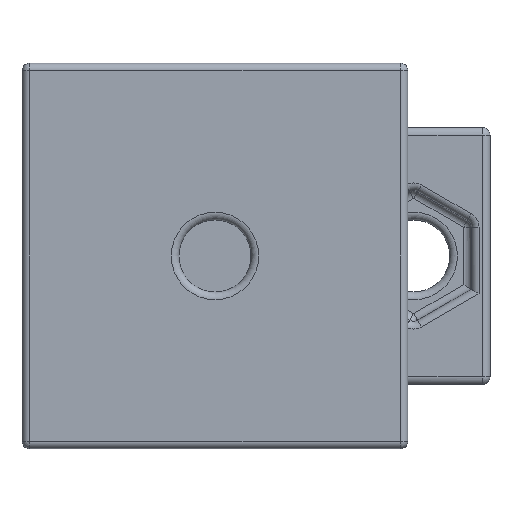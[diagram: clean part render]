
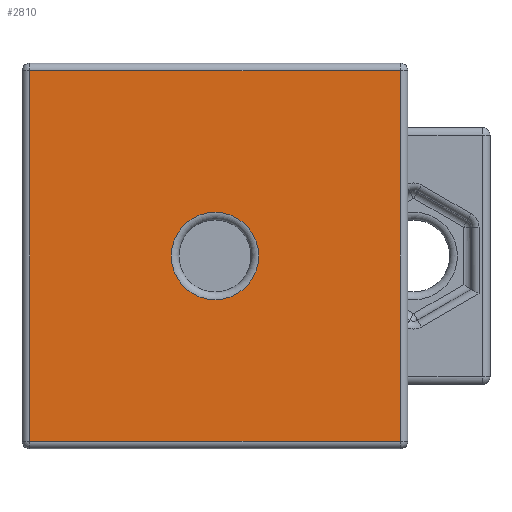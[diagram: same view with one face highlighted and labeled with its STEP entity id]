
A CAD part, front view. The second image highlights one B-rep face of the part: STEP entity #2810.
In plain terms, the highlighted planar face has unit normal (0, -1, 0).
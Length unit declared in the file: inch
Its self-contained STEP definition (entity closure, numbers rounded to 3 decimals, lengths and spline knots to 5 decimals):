
#85=FACE_BOUND('',#900,.T.);
#103=PLANE('',#3109);
#253=LINE('',#4838,#432);
#254=LINE('',#4840,#433);
#255=LINE('',#4842,#434);
#256=LINE('',#4843,#435);
#432=VECTOR('',#3773,0.3937);
#433=VECTOR('',#3774,0.3937);
#434=VECTOR('',#3775,0.3937);
#435=VECTOR('',#3776,0.3937);
#684=FACE_OUTER_BOUND('',#899,.T.);
#899=EDGE_LOOP('',(#2202,#2203,#2204,#2205));
#900=EDGE_LOOP('',(#2206));
#1102=CIRCLE('',#3106,0.17);
#1336=VERTEX_POINT('',#4830);
#1338=VERTEX_POINT('',#4836);
#1339=VERTEX_POINT('',#4837);
#1340=VERTEX_POINT('',#4839);
#1341=VERTEX_POINT('',#4841);
#1636=EDGE_CURVE('',#1336,#1336,#1102,.T.);
#1638=EDGE_CURVE('',#1338,#1339,#253,.T.);
#1639=EDGE_CURVE('',#1340,#1338,#254,.T.);
#1640=EDGE_CURVE('',#1341,#1340,#255,.T.);
#1641=EDGE_CURVE('',#1339,#1341,#256,.T.);
#2202=ORIENTED_EDGE('',*,*,#1638,.F.);
#2203=ORIENTED_EDGE('',*,*,#1639,.F.);
#2204=ORIENTED_EDGE('',*,*,#1640,.F.);
#2205=ORIENTED_EDGE('',*,*,#1641,.F.);
#2206=ORIENTED_EDGE('',*,*,#1636,.F.);
#2810=ADVANCED_FACE('',(#684,#85),#103,.T.);
#3106=AXIS2_PLACEMENT_3D('',#4831,#3765,#3766);
#3109=AXIS2_PLACEMENT_3D('',#4835,#3771,#3772);
#3765=DIRECTION('center_axis',(0.,-1.,0.));
#3766=DIRECTION('ref_axis',(1.,0.,0.));
#3771=DIRECTION('center_axis',(0.,-1.,0.));
#3772=DIRECTION('ref_axis',(-1.,0.,0.));
#3773=DIRECTION('',(0.,0.,1.));
#3774=DIRECTION('',(-1.,0.,0.));
#3775=DIRECTION('',(0.,0.,-1.));
#3776=DIRECTION('',(1.,0.,0.));
#4830=CARTESIAN_POINT('',(-0.17,-0.31,-0.75));
#4831=CARTESIAN_POINT('Origin',(0.,-0.31,-0.75));
#4835=CARTESIAN_POINT('Origin',(0.75,-0.31,0.));
#4836=CARTESIAN_POINT('',(-0.72,-0.31,-1.47));
#4837=CARTESIAN_POINT('',(-0.72,-0.31,-0.03));
#4838=CARTESIAN_POINT('',(-0.72,-0.31,0.));
#4839=CARTESIAN_POINT('',(0.72,-0.31,-1.47));
#4840=CARTESIAN_POINT('',(0.375,-0.31,-1.47));
#4841=CARTESIAN_POINT('',(0.72,-0.31,-0.03));
#4842=CARTESIAN_POINT('',(0.72,-0.31,0.));
#4843=CARTESIAN_POINT('',(0.375,-0.31,-0.03));
